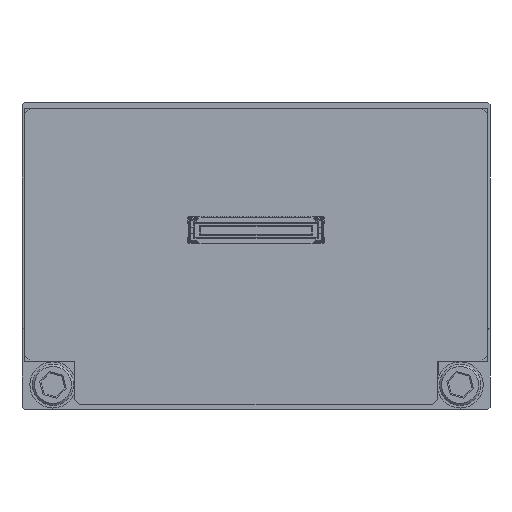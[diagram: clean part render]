
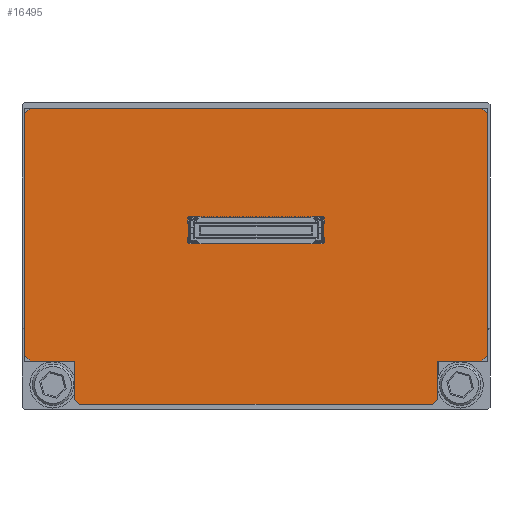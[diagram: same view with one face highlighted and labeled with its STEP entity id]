
A CAD part, top view. The second image highlights one B-rep face of the part: STEP entity #16495.
In plain terms, the highlighted planar face has unit normal (0, 0, 1).
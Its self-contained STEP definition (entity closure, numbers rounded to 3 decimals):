
#266=PLANE('',#17504);
#1133=FACE_OUTER_BOUND('',#2017,.T.);
#2017=EDGE_LOOP('',(#11718,#11719,#11720,#11721,#11722,#11723,#11724,#11725,
#11726,#11727,#11728,#11729,#11730,#11731));
#2986=LINE('',#23530,#5093);
#3003=LINE('',#23564,#5110);
#3005=LINE('',#23568,#5112);
#3008=LINE('',#23574,#5115);
#3010=LINE('',#23578,#5117);
#3012=LINE('',#23582,#5119);
#3013=LINE('',#23584,#5120);
#3014=LINE('',#23586,#5121);
#3015=LINE('',#23588,#5122);
#3016=LINE('',#23590,#5123);
#3017=LINE('',#23592,#5124);
#3018=LINE('',#23593,#5125);
#3019=LINE('',#23595,#5126);
#3020=LINE('',#23596,#5127);
#5093=VECTOR('',#18914,10.);
#5110=VECTOR('',#18935,10.);
#5112=VECTOR('',#18939,10.);
#5115=VECTOR('',#18944,10.);
#5117=VECTOR('',#18948,10.);
#5119=VECTOR('',#18952,10.);
#5120=VECTOR('',#18953,10.);
#5121=VECTOR('',#18954,10.);
#5122=VECTOR('',#18955,10.);
#5123=VECTOR('',#18956,10.);
#5124=VECTOR('',#18957,10.);
#5125=VECTOR('',#18958,10.);
#5126=VECTOR('',#18959,10.);
#5127=VECTOR('',#18960,10.);
#7503=VERTEX_POINT('',#23528);
#7504=VERTEX_POINT('',#23529);
#7519=VERTEX_POINT('',#23563);
#7520=VERTEX_POINT('',#23567);
#7521=VERTEX_POINT('',#23571);
#7522=VERTEX_POINT('',#23573);
#7523=VERTEX_POINT('',#23577);
#7524=VERTEX_POINT('',#23581);
#7525=VERTEX_POINT('',#23583);
#7526=VERTEX_POINT('',#23585);
#7527=VERTEX_POINT('',#23587);
#7528=VERTEX_POINT('',#23589);
#7529=VERTEX_POINT('',#23591);
#7530=VERTEX_POINT('',#23594);
#9106=EDGE_CURVE('',#7503,#7504,#2986,.T.);
#9123=EDGE_CURVE('',#7504,#7519,#3003,.T.);
#9125=EDGE_CURVE('',#7519,#7520,#3005,.T.);
#9128=EDGE_CURVE('',#7521,#7522,#3008,.T.);
#9130=EDGE_CURVE('',#7522,#7523,#3010,.T.);
#9132=EDGE_CURVE('',#7503,#7524,#3012,.T.);
#9133=EDGE_CURVE('',#7525,#7524,#3013,.T.);
#9134=EDGE_CURVE('',#7525,#7526,#3014,.T.);
#9135=EDGE_CURVE('',#7527,#7526,#3015,.T.);
#9136=EDGE_CURVE('',#7528,#7527,#3016,.T.);
#9137=EDGE_CURVE('',#7529,#7528,#3017,.T.);
#9138=EDGE_CURVE('',#7523,#7529,#3018,.T.);
#9139=EDGE_CURVE('',#7530,#7521,#3019,.T.);
#9140=EDGE_CURVE('',#7520,#7530,#3020,.T.);
#11718=ORIENTED_EDGE('',*,*,#9106,.F.);
#11719=ORIENTED_EDGE('',*,*,#9132,.T.);
#11720=ORIENTED_EDGE('',*,*,#9133,.F.);
#11721=ORIENTED_EDGE('',*,*,#9134,.T.);
#11722=ORIENTED_EDGE('',*,*,#9135,.F.);
#11723=ORIENTED_EDGE('',*,*,#9136,.F.);
#11724=ORIENTED_EDGE('',*,*,#9137,.F.);
#11725=ORIENTED_EDGE('',*,*,#9138,.F.);
#11726=ORIENTED_EDGE('',*,*,#9130,.F.);
#11727=ORIENTED_EDGE('',*,*,#9128,.F.);
#11728=ORIENTED_EDGE('',*,*,#9139,.F.);
#11729=ORIENTED_EDGE('',*,*,#9140,.F.);
#11730=ORIENTED_EDGE('',*,*,#9125,.F.);
#11731=ORIENTED_EDGE('',*,*,#9123,.F.);
#16495=ADVANCED_FACE('',(#1133),#266,.T.);
#17504=AXIS2_PLACEMENT_3D('',#23580,#18950,#18951);
#18914=DIRECTION('',(0.707,-0.707,0.));
#18935=DIRECTION('',(0.,-1.,0.));
#18939=DIRECTION('',(-0.707,-0.707,0.));
#18944=DIRECTION('',(-0.707,-0.707,0.));
#18948=DIRECTION('',(-1.,0.,0.));
#18950=DIRECTION('center_axis',(0.,0.,1.));
#18951=DIRECTION('ref_axis',(1.,0.,0.));
#18952=DIRECTION('',(-1.,0.,0.));
#18953=DIRECTION('',(0.707,0.707,0.));
#18954=DIRECTION('',(0.,-1.,0.));
#18955=DIRECTION('',(-0.707,0.707,0.));
#18956=DIRECTION('',(-1.,0.,0.));
#18957=DIRECTION('',(0.,1.,0.));
#18958=DIRECTION('',(-0.707,0.707,0.));
#18959=DIRECTION('',(0.,-1.,0.));
#18960=DIRECTION('',(-1.,0.,0.));
#23528=CARTESIAN_POINT('',(-107.65,-47.25,13.75));
#23529=CARTESIAN_POINT('',(-107.15,-47.75,13.75));
#23530=CARTESIAN_POINT('',(-110.,-44.9,13.75));
#23563=CARTESIAN_POINT('',(-107.15,-70.05,13.75));
#23564=CARTESIAN_POINT('',(-107.15,-69.05,13.75));
#23567=CARTESIAN_POINT('',(-107.65,-70.55,13.75));
#23568=CARTESIAN_POINT('',(-109.625,-72.525,13.75));
#23571=CARTESIAN_POINT('',(-111.7,-74.05,13.75));
#23573=CARTESIAN_POINT('',(-112.2,-74.55,13.75));
#23574=CARTESIAN_POINT('',(-112.038,-74.388,13.75));
#23577=CARTESIAN_POINT('',(-144.7,-74.55,13.75));
#23578=CARTESIAN_POINT('',(-111.7,-74.55,13.75));
#23580=CARTESIAN_POINT('Origin',(-128.45,-58.15,13.75));
#23581=CARTESIAN_POINT('',(-149.25,-47.25,13.75));
#23582=CARTESIAN_POINT('',(-149.75,-47.25,13.75));
#23583=CARTESIAN_POINT('',(-149.75,-47.75,13.75));
#23584=CARTESIAN_POINT('',(-146.9,-44.9,13.75));
#23585=CARTESIAN_POINT('',(-149.75,-70.05,13.75));
#23586=CARTESIAN_POINT('',(-149.75,-69.05,13.75));
#23587=CARTESIAN_POINT('',(-149.25,-70.55,13.75));
#23588=CARTESIAN_POINT('',(-147.275,-72.525,13.75));
#23589=CARTESIAN_POINT('',(-145.2,-70.55,13.75));
#23590=CARTESIAN_POINT('',(-145.2,-70.55,13.75));
#23591=CARTESIAN_POINT('',(-145.2,-74.05,13.75));
#23592=CARTESIAN_POINT('',(-145.2,-74.55,13.75));
#23593=CARTESIAN_POINT('',(-144.863,-74.388,13.75));
#23594=CARTESIAN_POINT('',(-111.7,-70.55,13.75));
#23595=CARTESIAN_POINT('',(-111.7,-69.05,13.75));
#23596=CARTESIAN_POINT('',(-107.15,-70.55,13.75));
